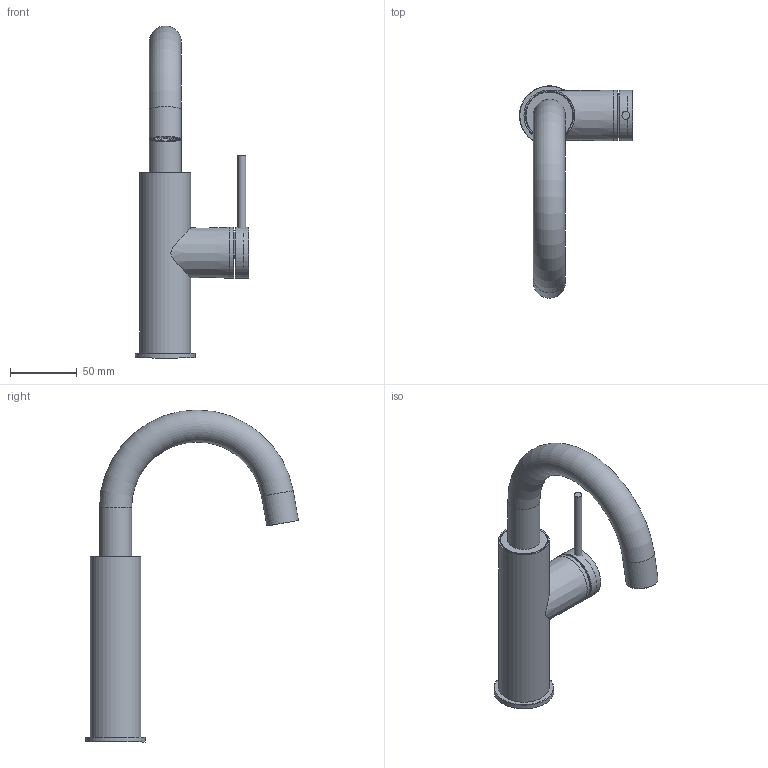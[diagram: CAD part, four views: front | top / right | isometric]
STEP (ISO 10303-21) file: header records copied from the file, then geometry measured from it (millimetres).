
FILE_DESCRIPTION(/* description */ (''),/* implementation_level */ '2;1');
FILE_NAME(/* name */ '3D_TVW106116153_Dawn Abdeckung am Auslauf fehlt.step',/* time_stamp */ '2023-02-22T17:25:22+01:00',/* author */ (''),/* organization */ (''),/* preprocessor_version */ 'ST-DEVELOPER v19.2',/* originating_system */ 'Autodesk Translation Framework v11.17.0.187',/* authorisation */ '');
FILE_SCHEMA (('AUTOMOTIVE_DESIGN { 1 0 10303 214 3 1 1 }'));
Length unit declared in the file: millimetre
Products named in the file (14): (Nicht gespeichert); 01000338_ASM; 01000337_AF0_ASM; 01000333_AF0; 12000518; 17000096_ASM; 02000142; 12000842; 12000701; 16002456_ASM; 03000255; 03000219; Komponente15; Auslauf6klein
Assembly tree (13 placements, depth 4):
  (Nicht gespeichert)
    01000338_ASM
      01000337_AF0_ASM
        01000333_AF0
    12000518
    17000096_ASM
      02000142
      12000842
    12000701
    16002456_ASM
      03000255
      03000219
    Komponente15
    Auslauf6klein
Bounding box: 84.7 x 159.22 x 248.38 mm (x, y, z)
Volume: 228700 mm3; surface area: 74216 mm2
Topology: 8 solids, 9 shells, 281 faces, 593 edges, 339 vertices
Faces by surface type: cylinder 97, plane 61, bspline 42, torus 38, sphere 31, cone 12
Full cylindrical faces by diameter (mm): 5.9 x1, 10.5 x1, 14.1 x1, 15 x1, 16.5 x1, 17.2 x1, 17.7 x1, 19.3 x1, 21 x2, 21.5 x2, 21.75 x1, 24 x2, 32.5 x1, 33.2 x1, 35 x3, 35.2 x1, 37 x1, 38 x3, 44.8 x1
Entity records: 17273 total; most frequent: CARTESIAN_POINT 10985, DIRECTION 1361, ORIENTED_EDGE 1185, EDGE_CURVE 593, AXIS2_PLACEMENT_3D 592, VERTEX_POINT 339, CIRCLE 322, EDGE_LOOP 297
